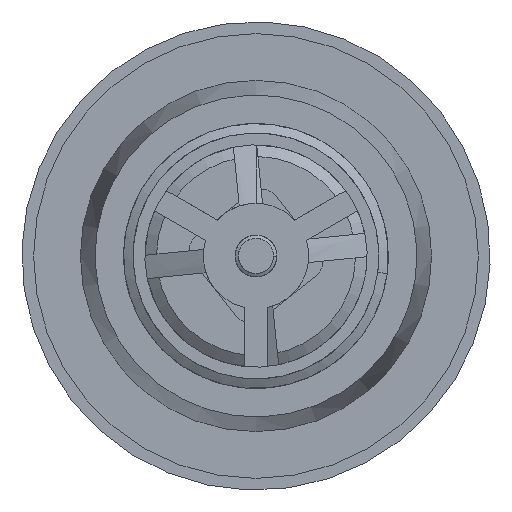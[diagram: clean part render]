
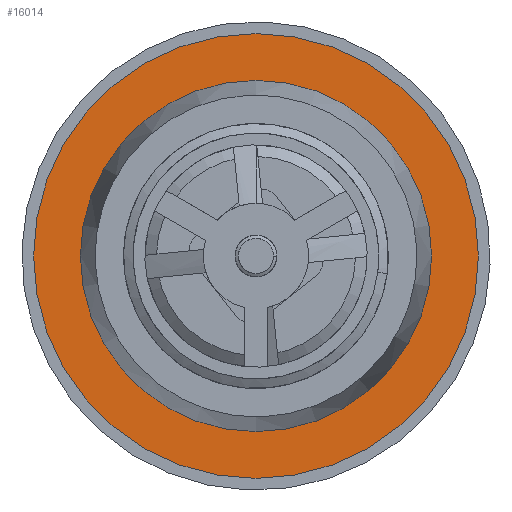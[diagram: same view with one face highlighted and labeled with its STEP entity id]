
A CAD part, front view. The second image highlights one B-rep face of the part: STEP entity #16014.
In plain terms, the highlighted planar face has unit normal (0, -1, 0).
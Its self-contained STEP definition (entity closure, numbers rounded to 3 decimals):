
#2056 = VERTEX_POINT ( 'NONE', #21644 ) ;
#2903 = CARTESIAN_POINT ( 'NONE',  ( 0., 62., 0. ) ) ;
#3028 = DIRECTION ( 'NONE',  ( 0., 1., 0. ) ) ;
#3069 = CARTESIAN_POINT ( 'NONE',  ( 0., 62., 0. ) ) ;
#4816 = DIRECTION ( 'NONE',  ( 0., 0., 1. ) ) ;
#6247 = ORIENTED_EDGE ( 'NONE', *, *, #17521, .F. ) ;
#6824 = FACE_OUTER_BOUND ( 'NONE', #17451, .T. ) ;
#8726 = AXIS2_PLACEMENT_3D ( 'NONE', #2903, #3028, #4816 ) ;
#9628 = EDGE_CURVE ( 'NONE', #23050, #23050, #11566, .T. ) ;
#11566 = CIRCLE ( 'NONE', #8726, 30. ) ;
#12989 = DIRECTION ( 'NONE',  ( 0., 0., 1. ) ) ;
#14711 = DIRECTION ( 'NONE',  ( 0., 0., -1. ) ) ;
#15627 = AXIS2_PLACEMENT_3D ( 'NONE', #24388, #22221, #14711 ) ;
#16014 = ADVANCED_FACE ( 'NONE', ( #23894, #6824 ), #20429, .T. ) ;
#16439 = EDGE_LOOP ( 'NONE', ( #21888 ) ) ;
#16854 = CIRCLE ( 'NONE', #20098, 38. ) ;
#17451 = EDGE_LOOP ( 'NONE', ( #6247 ) ) ;
#17521 = EDGE_CURVE ( 'NONE', #2056, #2056, #16854, .T. ) ;
#20098 = AXIS2_PLACEMENT_3D ( 'NONE', #3069, #20873, #12989 ) ;
#20429 = PLANE ( 'NONE',  #15627 ) ;
#20873 = DIRECTION ( 'NONE',  ( 0., 1., 0. ) ) ;
#21644 = CARTESIAN_POINT ( 'NONE',  ( 0., 62., 38. ) ) ;
#21769 = CARTESIAN_POINT ( 'NONE',  ( 0., 62., 30. ) ) ;
#21888 = ORIENTED_EDGE ( 'NONE', *, *, #9628, .T. ) ;
#22221 = DIRECTION ( 'NONE',  ( 0., -1., 0. ) ) ;
#23050 = VERTEX_POINT ( 'NONE', #21769 ) ;
#23894 = FACE_BOUND ( 'NONE', #16439, .T. ) ;
#24388 = CARTESIAN_POINT ( 'NONE',  ( -38., 62., 0. ) ) ;
